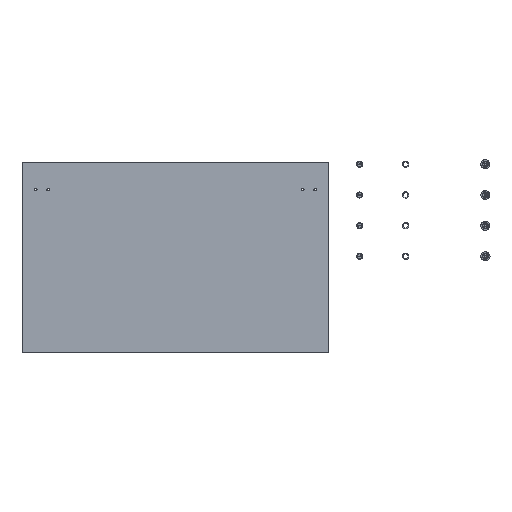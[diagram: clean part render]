
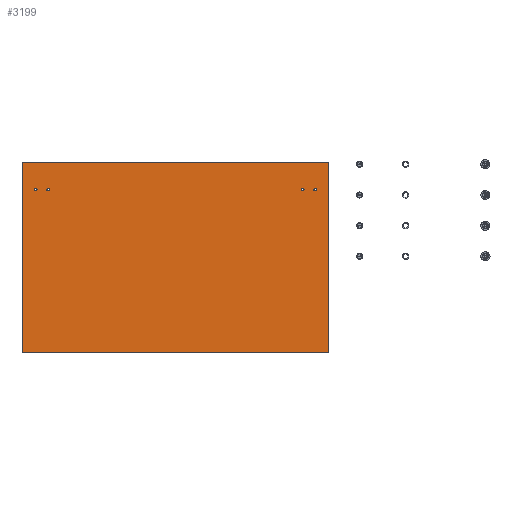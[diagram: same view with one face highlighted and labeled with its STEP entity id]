
A CAD part, front view. The second image highlights one B-rep face of the part: STEP entity #3199.
In plain terms, the highlighted planar face has unit normal (0, -1, 0).
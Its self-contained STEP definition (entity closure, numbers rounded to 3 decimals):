
#48 = EDGE_CURVE ( 'NONE', #4005, #6826, #4463, .T. ) ;
#61 = ORIENTED_EDGE ( 'NONE', *, *, #6556, .F. ) ;
#62 = EDGE_CURVE ( 'NONE', #7250, #4386, #374, .T. ) ;
#111 = DIRECTION ( 'NONE',  ( 0., 0., 1. ) ) ;
#127 = DIRECTION ( 'NONE',  ( 0., 0., 1. ) ) ;
#171 = DIRECTION ( 'NONE',  ( 0., 1., 0. ) ) ;
#207 = CARTESIAN_POINT ( 'NONE',  ( -207.5, -4., 110. ) ) ;
#372 = LINE ( 'NONE', #11794, #2811 ) ;
#374 = CIRCLE ( 'NONE', #1205, 2. ) ;
#403 = ORIENTED_EDGE ( 'NONE', *, *, #8168, .T. ) ;
#458 = VECTOR ( 'NONE', #6179, 1000. ) ;
#494 = CARTESIAN_POINT ( 'NONE',  ( -250., -4., -155. ) ) ;
#756 = DIRECTION ( 'NONE',  ( 0., 1., 0. ) ) ;
#1191 = CIRCLE ( 'NONE', #10744, 2. ) ;
#1205 = AXIS2_PLACEMENT_3D ( 'NONE', #1925, #3862, #111 ) ;
#1325 = CARTESIAN_POINT ( 'NONE',  ( -227.5, -4., 108. ) ) ;
#1364 = DIRECTION ( 'NONE',  ( 0., 0., 1. ) ) ;
#1387 = VERTEX_POINT ( 'NONE', #11184 ) ;
#1472 = VERTEX_POINT ( 'NONE', #7181 ) ;
#1559 = CIRCLE ( 'NONE', #4279, 2. ) ;
#1884 = DIRECTION ( 'NONE',  ( 0., 1., 0. ) ) ;
#1925 = CARTESIAN_POINT ( 'NONE',  ( 207.5, -4., 110. ) ) ;
#2032 = AXIS2_PLACEMENT_3D ( 'NONE', #4902, #1884, #11531 ) ;
#2288 = EDGE_CURVE ( 'NONE', #1387, #1472, #8190, .T. ) ;
#2347 = CIRCLE ( 'NONE', #4029, 2. ) ;
#2392 = CARTESIAN_POINT ( 'NONE',  ( 207.5, -4., 108. ) ) ;
#2642 = CARTESIAN_POINT ( 'NONE',  ( 250., -4., -155. ) ) ;
#2670 = DIRECTION ( 'NONE',  ( 0., 0., 1. ) ) ;
#2729 = CARTESIAN_POINT ( 'NONE',  ( -227.5, -4., 110. ) ) ;
#2811 = VECTOR ( 'NONE', #8809, 1000. ) ;
#2964 = EDGE_CURVE ( 'NONE', #1472, #10975, #11668, .T. ) ;
#3088 = EDGE_LOOP ( 'NONE', ( #10137, #403 ) ) ;
#3199 = ADVANCED_FACE ( 'NONE', ( #9222, #7259, #12436, #10757, #9835 ), #7432, .T. ) ;
#3348 = LINE ( 'NONE', #494, #458 ) ;
#3461 = ORIENTED_EDGE ( 'NONE', *, *, #2964, .F. ) ;
#3622 = EDGE_LOOP ( 'NONE', ( #9469, #9021 ) ) ;
#3793 = EDGE_CURVE ( 'NONE', #9396, #6869, #1191, .T. ) ;
#3862 = DIRECTION ( 'NONE',  ( 0., 1., 0. ) ) ;
#4005 = VERTEX_POINT ( 'NONE', #4341 ) ;
#4029 = AXIS2_PLACEMENT_3D ( 'NONE', #10486, #12345, #2670 ) ;
#4099 = ORIENTED_EDGE ( 'NONE', *, *, #7508, .T. ) ;
#4220 = CARTESIAN_POINT ( 'NONE',  ( -227.5, -4., 112. ) ) ;
#4278 = VERTEX_POINT ( 'NONE', #8955 ) ;
#4279 = AXIS2_PLACEMENT_3D ( 'NONE', #7623, #11659, #8628 ) ;
#4341 = CARTESIAN_POINT ( 'NONE',  ( -207.5, -4., 112. ) ) ;
#4376 = DIRECTION ( 'NONE',  ( 1., 0., 0. ) ) ;
#4386 = VERTEX_POINT ( 'NONE', #2392 ) ;
#4463 = CIRCLE ( 'NONE', #2032, 2. ) ;
#4761 = VERTEX_POINT ( 'NONE', #8891 ) ;
#4902 = CARTESIAN_POINT ( 'NONE',  ( -207.5, -4., 110. ) ) ;
#5311 = CARTESIAN_POINT ( 'NONE',  ( -250., -4., 155. ) ) ;
#5557 = EDGE_LOOP ( 'NONE', ( #3461, #10701, #61, #11205 ) ) ;
#5735 = VECTOR ( 'NONE', #9852, 1000. ) ;
#5856 = EDGE_LOOP ( 'NONE', ( #6778, #10651 ) ) ;
#6026 = DIRECTION ( 'NONE',  ( 0., 0., 1. ) ) ;
#6179 = DIRECTION ( 'NONE',  ( -1., 0., 0. ) ) ;
#6457 = DIRECTION ( 'NONE',  ( 0., 0., 1. ) ) ;
#6556 = EDGE_CURVE ( 'NONE', #4278, #1387, #372, .T. ) ;
#6622 = CARTESIAN_POINT ( 'NONE',  ( 250., -4., -155. ) ) ;
#6778 = ORIENTED_EDGE ( 'NONE', *, *, #62, .T. ) ;
#6826 = VERTEX_POINT ( 'NONE', #7160 ) ;
#6869 = VERTEX_POINT ( 'NONE', #4220 ) ;
#6907 = AXIS2_PLACEMENT_3D ( 'NONE', #2642, #9294, #8233 ) ;
#7160 = CARTESIAN_POINT ( 'NONE',  ( -207.5, -4., 108. ) ) ;
#7181 = CARTESIAN_POINT ( 'NONE',  ( 250., -4., 155. ) ) ;
#7185 = EDGE_CURVE ( 'NONE', #4386, #7250, #2347, .T. ) ;
#7250 = VERTEX_POINT ( 'NONE', #10352 ) ;
#7259 = FACE_BOUND ( 'NONE', #5856, .T. ) ;
#7353 = CIRCLE ( 'NONE', #8806, 2. ) ;
#7432 = PLANE ( 'NONE',  #6907 ) ;
#7508 = EDGE_CURVE ( 'NONE', #4761, #8539, #1559, .T. ) ;
#7623 = CARTESIAN_POINT ( 'NONE',  ( 227.5, -4., 110. ) ) ;
#8006 = AXIS2_PLACEMENT_3D ( 'NONE', #10041, #9054, #1364 ) ;
#8168 = EDGE_CURVE ( 'NONE', #6826, #4005, #10015, .T. ) ;
#8190 = LINE ( 'NONE', #5311, #9093 ) ;
#8233 = DIRECTION ( 'NONE',  ( 0., 0., -1. ) ) ;
#8236 = EDGE_LOOP ( 'NONE', ( #4099, #10589 ) ) ;
#8246 = AXIS2_PLACEMENT_3D ( 'NONE', #207, #171, #127 ) ;
#8539 = VERTEX_POINT ( 'NONE', #10313 ) ;
#8628 = DIRECTION ( 'NONE',  ( 0., 0., 1. ) ) ;
#8806 = AXIS2_PLACEMENT_3D ( 'NONE', #10927, #11896, #6026 ) ;
#8809 = DIRECTION ( 'NONE',  ( 0., 0., 1. ) ) ;
#8818 = CARTESIAN_POINT ( 'NONE',  ( 250., -4., 155. ) ) ;
#8891 = CARTESIAN_POINT ( 'NONE',  ( 227.5, -4., 112. ) ) ;
#8955 = CARTESIAN_POINT ( 'NONE',  ( -250., -4., -155. ) ) ;
#9021 = ORIENTED_EDGE ( 'NONE', *, *, #3793, .T. ) ;
#9054 = DIRECTION ( 'NONE',  ( 0., 1., 0. ) ) ;
#9093 = VECTOR ( 'NONE', #4376, 1000. ) ;
#9105 = EDGE_CURVE ( 'NONE', #6869, #9396, #11819, .T. ) ;
#9222 = FACE_BOUND ( 'NONE', #3088, .T. ) ;
#9294 = DIRECTION ( 'NONE',  ( 0., -1., 0. ) ) ;
#9342 = EDGE_CURVE ( 'NONE', #10975, #4278, #3348, .T. ) ;
#9396 = VERTEX_POINT ( 'NONE', #1325 ) ;
#9469 = ORIENTED_EDGE ( 'NONE', *, *, #9105, .T. ) ;
#9835 = FACE_OUTER_BOUND ( 'NONE', #5557, .T. ) ;
#9852 = DIRECTION ( 'NONE',  ( 0., 0., -1. ) ) ;
#10015 = CIRCLE ( 'NONE', #8246, 2. ) ;
#10041 = CARTESIAN_POINT ( 'NONE',  ( -227.5, -4., 110. ) ) ;
#10137 = ORIENTED_EDGE ( 'NONE', *, *, #48, .T. ) ;
#10313 = CARTESIAN_POINT ( 'NONE',  ( 227.5, -4., 108. ) ) ;
#10352 = CARTESIAN_POINT ( 'NONE',  ( 207.5, -4., 112. ) ) ;
#10486 = CARTESIAN_POINT ( 'NONE',  ( 207.5, -4., 110. ) ) ;
#10589 = ORIENTED_EDGE ( 'NONE', *, *, #11910, .T. ) ;
#10651 = ORIENTED_EDGE ( 'NONE', *, *, #7185, .T. ) ;
#10701 = ORIENTED_EDGE ( 'NONE', *, *, #2288, .F. ) ;
#10744 = AXIS2_PLACEMENT_3D ( 'NONE', #2729, #756, #6457 ) ;
#10757 = FACE_BOUND ( 'NONE', #8236, .T. ) ;
#10927 = CARTESIAN_POINT ( 'NONE',  ( 227.5, -4., 110. ) ) ;
#10975 = VERTEX_POINT ( 'NONE', #6622 ) ;
#11184 = CARTESIAN_POINT ( 'NONE',  ( -250., -4., 155. ) ) ;
#11205 = ORIENTED_EDGE ( 'NONE', *, *, #9342, .F. ) ;
#11531 = DIRECTION ( 'NONE',  ( 0., 0., 1. ) ) ;
#11659 = DIRECTION ( 'NONE',  ( 0., 1., 0. ) ) ;
#11668 = LINE ( 'NONE', #8818, #5735 ) ;
#11794 = CARTESIAN_POINT ( 'NONE',  ( -250., -4., 155. ) ) ;
#11819 = CIRCLE ( 'NONE', #8006, 2. ) ;
#11896 = DIRECTION ( 'NONE',  ( 0., 1., 0. ) ) ;
#11910 = EDGE_CURVE ( 'NONE', #8539, #4761, #7353, .T. ) ;
#12345 = DIRECTION ( 'NONE',  ( 0., 1., 0. ) ) ;
#12436 = FACE_BOUND ( 'NONE', #3622, .T. ) ;
